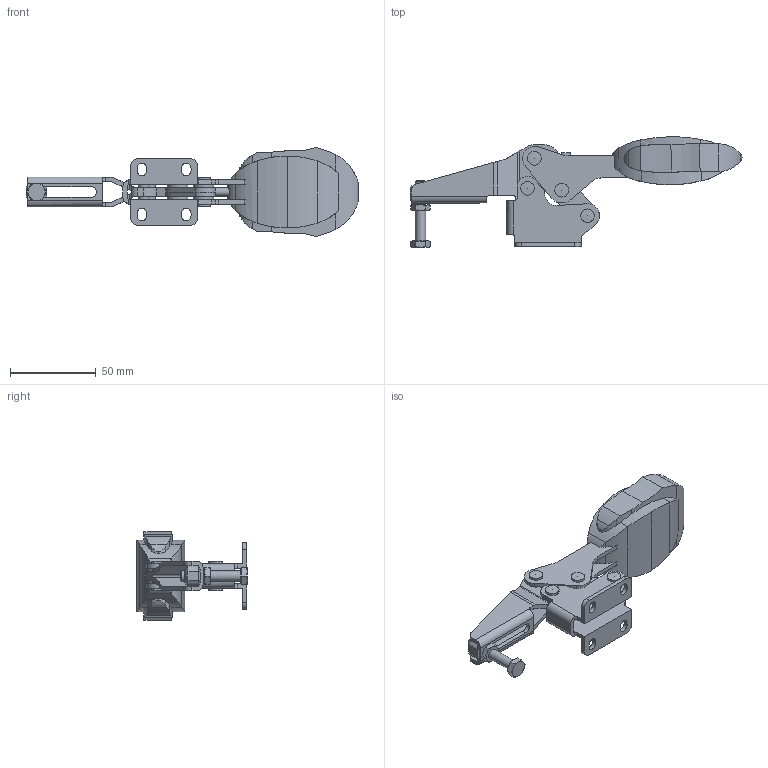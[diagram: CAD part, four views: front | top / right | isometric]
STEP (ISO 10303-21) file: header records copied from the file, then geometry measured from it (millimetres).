
FILE_DESCRIPTION( ( 'STEP AP214' ), '1' );
FILE_NAME( 'K0660.106101 STP.stp', '2020-10-15T07:36:23', ( '' ), ( '' ), ' ', 'PARTsolutions', ' ' );
FILE_SCHEMA( ( 'AUTOMOTIVE_DESIGN { 1 0 10303 214 1 1 1 1 }' ) );
Length unit declared in the file: millimetre
Products named in the file (13): K0660.1061010; _bbb_fuss_2; _spannarm_bbc_2; _spannhebel_bbd_2; _nieten_AK02008; _griff_sperre_2; _bbo_sicherung_3; _K0664.106; _M 6_mutter_1; _M 6_35_1; _lasche_bbe_2; _buchse_m_bund_AK02101; _scheibe_drm12
Assembly tree (18 placements, depth 2):
  K0660.1061010
    _bbb_fuss_2
    _spannarm_bbc_2
    _spannhebel_bbd_2
    _nieten_AK02008  x4
    _griff_sperre_2
    _bbo_sicherung_3
    _K0664.106
    _M 6_mutter_1
    _M 6_35_1
    _lasche_bbe_2  x2
    _buchse_m_bund_AK02101  x2
    _scheibe_drm12  x2
Bounding box: 193.82 x 64.41 x 51.71 mm (x, y, z)
Volume: 100871.1 mm3; surface area: 46989.8 mm2
Topology: 18 solids, 18 shells, 419 faces, 1073 edges, 692 vertices
Faces by surface type: cylinder 187, plane 183, cone 40, sphere 9
Full cylindrical faces by diameter (mm): 4 x4, 4.917 x2, 5 x1, 5.2 x1, 5.5 x1, 6 x15, 8 x8, 8.5 x4, 8.6 x2, 8.9 x1, 9 x8, 12 x4
Entity records: 14767 total; most frequent: CARTESIAN_POINT 2637, DIRECTION 1857, ORIENTED_EDGE 1830, EDGE_CURVE 915, AXIS2_PLACEMENT_3D 682, VERTEX_POINT 620, LINE 493, VECTOR 493
